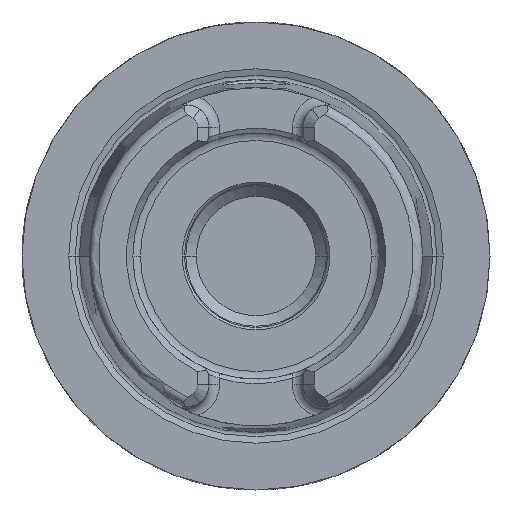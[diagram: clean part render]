
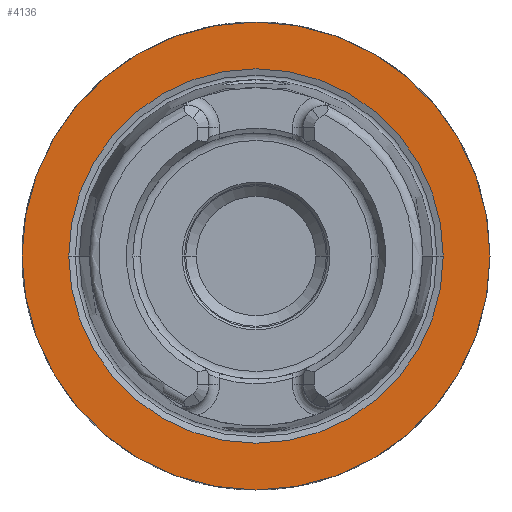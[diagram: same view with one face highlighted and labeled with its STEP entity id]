
A CAD part, left-side view. The second image highlights one B-rep face of the part: STEP entity #4136.
In plain terms, the highlighted planar face has unit normal (-1, 0, 0).
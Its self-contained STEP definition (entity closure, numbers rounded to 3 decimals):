
#848=CARTESIAN_POINT('',(0.,0.,0.));
#849=DIRECTION('',(1.,0.,0.));
#850=DIRECTION('',(0.,1.,0.));
#851=AXIS2_PLACEMENT_3D('',#848,#849,#850);
#853=CARTESIAN_POINT('',(0.,0.,0.));
#854=DIRECTION('',(-1.,0.,0.));
#855=DIRECTION('',(0.,1.,0.));
#856=AXIS2_PLACEMENT_3D('',#853,#854,#855);
#858=CARTESIAN_POINT('',(0.,0.,0.));
#859=DIRECTION('',(-1.,0.,0.));
#860=DIRECTION('',(0.,-1.,0.));
#861=AXIS2_PLACEMENT_3D('',#858,#859,#860);
#863=CARTESIAN_POINT('',(0.,0.,0.));
#864=DIRECTION('',(-1.,0.,0.));
#865=DIRECTION('',(0.,1.,0.));
#866=AXIS2_PLACEMENT_3D('',#863,#864,#865);
#2678=CARTESIAN_POINT('',(0.,-16.004,0.));
#2679=VERTEX_POINT('',#2678);
#2680=CARTESIAN_POINT('',(0.,16.004,0.));
#2681=VERTEX_POINT('',#2680);
#3028=CARTESIAN_POINT('',(0.,20.,0.));
#3029=CARTESIAN_POINT('',(0.,-20.,0.));
#3030=VERTEX_POINT('',#3028);
#3031=VERTEX_POINT('',#3029);
#4121=CARTESIAN_POINT('',(0.,0.,0.));
#4122=DIRECTION('',(1.,0.,0.));
#4123=DIRECTION('',(0.,-1.,0.));
#4124=AXIS2_PLACEMENT_3D('',#4121,#4122,#4123);
#4125=PLANE('',#4124);
#4127=ORIENTED_EDGE('',*,*,#4126,.T.);
#4129=ORIENTED_EDGE('',*,*,#4128,.F.);
#4130=EDGE_LOOP('',(#4127,#4129));
#4131=FACE_OUTER_BOUND('',#4130,.F.);
#4132=ORIENTED_EDGE('',*,*,#4116,.T.);
#4133=ORIENTED_EDGE('',*,*,#4100,.T.);
#4134=EDGE_LOOP('',(#4132,#4133));
#4135=FACE_BOUND('',#4134,.F.);
#4136=ADVANCED_FACE('',(#4131,#4135),#4125,.F.);
#852=CIRCLE('',#851,20.);
#857=CIRCLE('',#856,20.);
#862=CIRCLE('',#861,16.004);
#867=CIRCLE('',#866,16.004);
#4100=EDGE_CURVE('',#2681,#2679,#867,.T.);
#4116=EDGE_CURVE('',#2679,#2681,#862,.T.);
#4126=EDGE_CURVE('',#3030,#3031,#852,.T.);
#4128=EDGE_CURVE('',#3030,#3031,#857,.T.);
